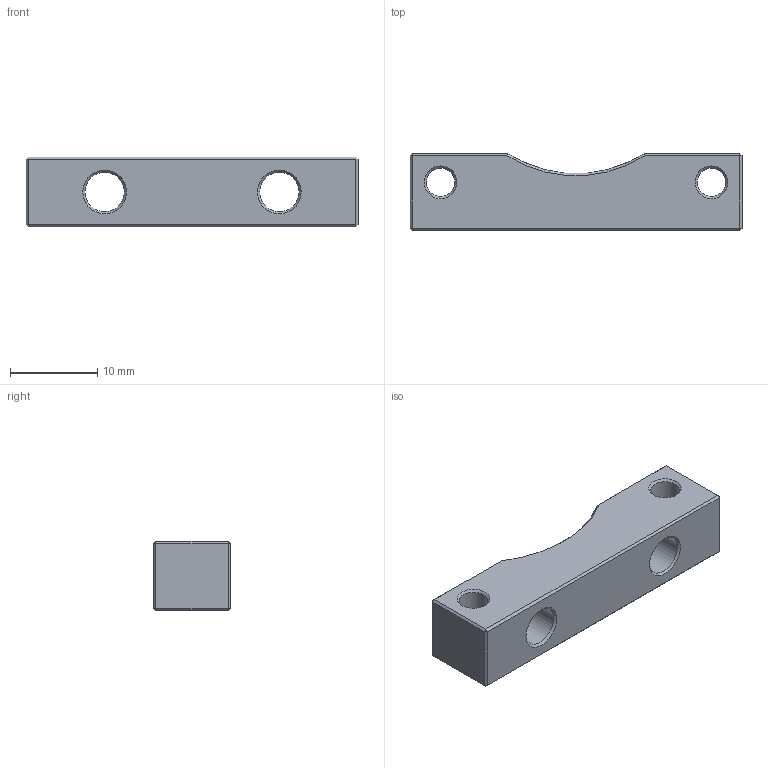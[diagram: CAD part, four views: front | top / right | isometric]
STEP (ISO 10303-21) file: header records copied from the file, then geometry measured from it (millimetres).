
FILE_DESCRIPTION(('FreeCAD Model'),'2;1');
FILE_NAME('Open CASCADE Shape Model','2024-11-01T14:43:22',(''),(''), 'Open CASCADE STEP processor 7.6','FreeCAD','Unknown');
FILE_SCHEMA(('CONFIG_CONTROL_DESIGN','SHAPE_APPEARANCE_LAYER_MIM'));
Length unit declared in the file: millimetre
Products named in the file (1): Body
Bounding box: 38 x 8.8 x 8 mm (x, y, z)
Volume: 1837 mm3; surface area: 1713.7 mm2
Topology: 1 solids, 1 shells, 50 faces, 106 edges, 58 vertices
Faces by surface type: plane 35, cone 8, cylinder 7
Full cylindrical faces by diameter (mm): 3.25 x2, 4.5 x2, 7.5 x2
Entity records: 2896 total; most frequent: CARTESIAN_POINT 606, DIRECTION 438, LINE 251, VECTOR 251, ORIENTED_EDGE 212, PCURVE 212, DEFINITIONAL_REPRESENTATION 212, EDGE_CURVE 106
